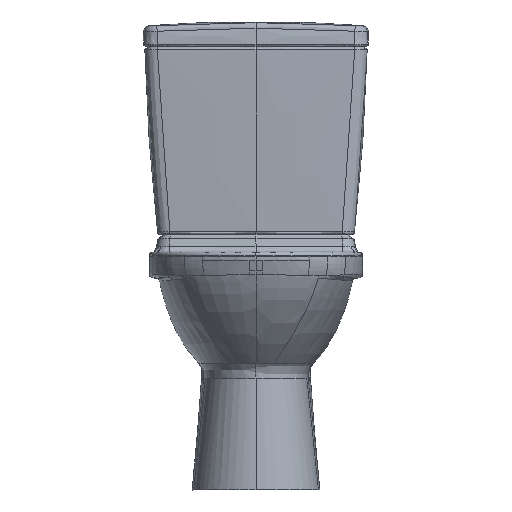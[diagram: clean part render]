
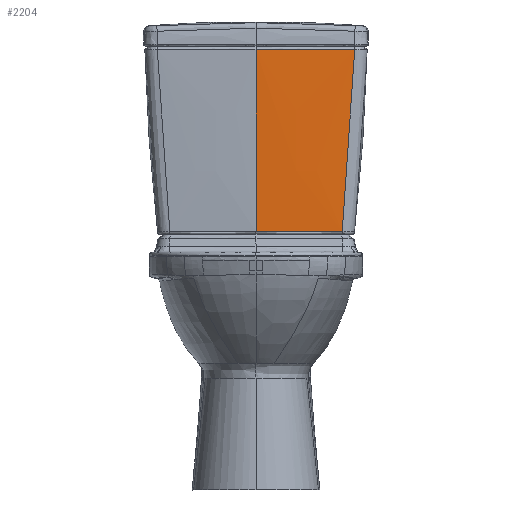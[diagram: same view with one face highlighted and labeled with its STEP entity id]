
A CAD part, front view. The second image highlights one B-rep face of the part: STEP entity #2204.
In plain terms, the highlighted free-form (B-spline) face has degree [3, 3] with [4, 7] control points.
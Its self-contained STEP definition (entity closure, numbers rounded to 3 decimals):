
#425=(
BOUNDED_CURVE()
B_SPLINE_CURVE(3,(#65862,#65863,#65864,#65865,#65866,#65867),
 .UNSPECIFIED.,.F.,.F.)
B_SPLINE_CURVE_WITH_KNOTS((4,2,4),(0.,0.499,1.),
 .UNSPECIFIED.)
CURVE()
GEOMETRIC_REPRESENTATION_ITEM()
RATIONAL_B_SPLINE_CURVE((1.,1.,1.,
1.,1.,1.))
REPRESENTATION_ITEM('')
);
#659=B_SPLINE_SURFACE_WITH_KNOTS('',3,3,((#66469,#66470,#66471,#66472,#66473,
#66474,#66475),(#66476,#66477,#66478,#66479,#66480,#66481,#66482),(#66483,
#66484,#66485,#66486,#66487,#66488,#66489),(#66490,#66491,#66492,#66493,
#66494,#66495,#66496)),.UNSPECIFIED.,.F.,.F.,.F.,(4,4),(4,1,1,1,4),(0.,
1.),(0.,0.172,0.343,0.515,1.),
 .UNSPECIFIED.);
#1621=B_SPLINE_CURVE_WITH_KNOTS('',3,(#66086,#66087,#66088,#66089,#66090,
#66091),.UNSPECIFIED.,.F.,.F.,(4,2,4),(0.,0.5,1.),.UNSPECIFIED.);
#1638=B_SPLINE_CURVE_WITH_KNOTS('',3,(#66460,#66461,#66462,#66463),
 .UNSPECIFIED.,.F.,.F.,(4,4),(0.,1.),.UNSPECIFIED.);
#1639=B_SPLINE_CURVE_WITH_KNOTS('',3,(#66465,#66466,#66467,#66468),
 .UNSPECIFIED.,.F.,.F.,(4,4),(0.,1.),.UNSPECIFIED.);
#2204=ADVANCED_FACE('',(#2737),#659,.F.);
#2737=FACE_OUTER_BOUND('',#3250,.T.);
#3250=EDGE_LOOP('',(#5544,#5545,#5546,#5547));
#5544=ORIENTED_EDGE('',*,*,#7756,.F.);
#5545=ORIENTED_EDGE('',*,*,#7734,.T.);
#5546=ORIENTED_EDGE('',*,*,#7721,.F.);
#5547=ORIENTED_EDGE('',*,*,#7757,.F.);
#6532=VERTEX_POINT('',#65868);
#6533=VERTEX_POINT('',#65869);
#6544=VERTEX_POINT('',#66092);
#6558=VERTEX_POINT('',#66464);
#7721=EDGE_CURVE('',#6532,#6533,#425,.T.);
#7734=EDGE_CURVE('',#6544,#6533,#1621,.T.);
#7756=EDGE_CURVE('',#6544,#6558,#1638,.T.);
#7757=EDGE_CURVE('',#6558,#6532,#1639,.T.);
#65862=CARTESIAN_POINT('',(166.035,67.649,340.5));
#65863=CARTESIAN_POINT('',(163.753,69.018,289.601));
#65864=CARTESIAN_POINT('',(160.861,70.32,238.721));
#65865=CARTESIAN_POINT('',(153.86,72.861,136.828));
#65866=CARTESIAN_POINT('',(149.746,74.101,85.819));
#65867=CARTESIAN_POINT('',(145.04,75.391,34.845));
#65868=CARTESIAN_POINT('',(166.035,67.649,340.5));
#65869=CARTESIAN_POINT('',(145.04,75.391,34.845));
#66086=CARTESIAN_POINT('',(0.,70.799,34.838));
#66087=CARTESIAN_POINT('',(24.19,70.799,34.839));
#66088=CARTESIAN_POINT('',(48.381,71.151,34.841));
#66089=CARTESIAN_POINT('',(96.735,72.691,34.843));
#66090=CARTESIAN_POINT('',(120.899,73.875,34.844));
#66091=CARTESIAN_POINT('',(145.04,75.391,34.845));
#66092=CARTESIAN_POINT('',(0.,70.799,34.838));
#66460=CARTESIAN_POINT('',(0.,71.687,8.101));
#66461=CARTESIAN_POINT('',(0.,67.603,128.339));
#66462=CARTESIAN_POINT('',(0.,64.76,248.619));
#66463=CARTESIAN_POINT('',(0.,63.157,368.915));
#66464=CARTESIAN_POINT('',(0.,63.559,340.5));
#66465=CARTESIAN_POINT('',(0.,63.559,340.5));
#66466=CARTESIAN_POINT('',(55.368,63.559,340.5));
#66467=CARTESIAN_POINT('',(110.724,65.143,340.5));
#66468=CARTESIAN_POINT('',(166.035,67.649,340.5));
#66469=CARTESIAN_POINT('',(0.,71.687,8.101));
#66470=CARTESIAN_POINT('',(11.341,71.687,8.101));
#66471=CARTESIAN_POINT('',(34.022,71.832,8.101));
#66472=CARTESIAN_POINT('',(68.036,72.562,8.1));
#66473=CARTESIAN_POINT('',(122.757,74.602,8.097));
#66474=CARTESIAN_POINT('',(166.085,77.467,8.093));
#66475=CARTESIAN_POINT('',(198.051,80.016,8.089));
#66476=CARTESIAN_POINT('',(0.,67.603,128.339));
#66477=CARTESIAN_POINT('',(11.339,67.603,128.338));
#66478=CARTESIAN_POINT('',(34.018,67.772,128.338));
#66479=CARTESIAN_POINT('',(68.029,68.569,128.341));
#66480=CARTESIAN_POINT('',(122.751,70.734,128.349));
#66481=CARTESIAN_POINT('',(166.093,73.718,128.361));
#66482=CARTESIAN_POINT('',(198.079,76.406,128.373));
#66483=CARTESIAN_POINT('',(0.,64.76,248.619));
#66484=CARTESIAN_POINT('',(11.338,64.76,248.619));
#66485=CARTESIAN_POINT('',(34.013,64.92,248.619));
#66486=CARTESIAN_POINT('',(68.021,65.645,248.621));
#66487=CARTESIAN_POINT('',(122.744,67.565,248.625));
#66488=CARTESIAN_POINT('',(166.1,70.148,248.63));
#66489=CARTESIAN_POINT('',(198.108,72.467,248.634));
#66490=CARTESIAN_POINT('',(0.,63.157,368.915));
#66491=CARTESIAN_POINT('',(11.336,63.157,368.915));
#66492=CARTESIAN_POINT('',(34.009,63.279,368.915));
#66493=CARTESIAN_POINT('',(68.013,63.793,368.914));
#66494=CARTESIAN_POINT('',(122.737,65.095,368.913));
#66495=CARTESIAN_POINT('',(166.108,66.756,368.911));
#66496=CARTESIAN_POINT('',(198.138,68.198,368.909));
